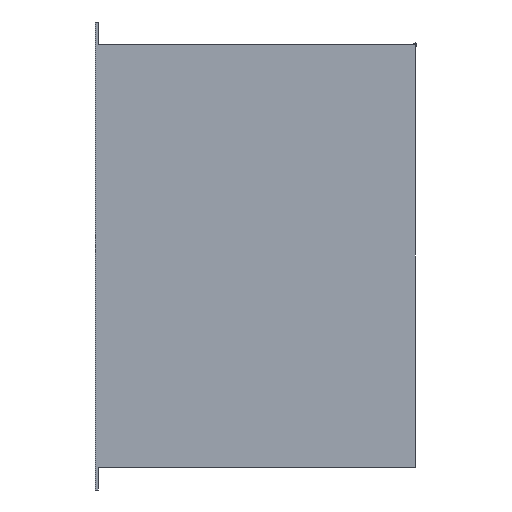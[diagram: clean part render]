
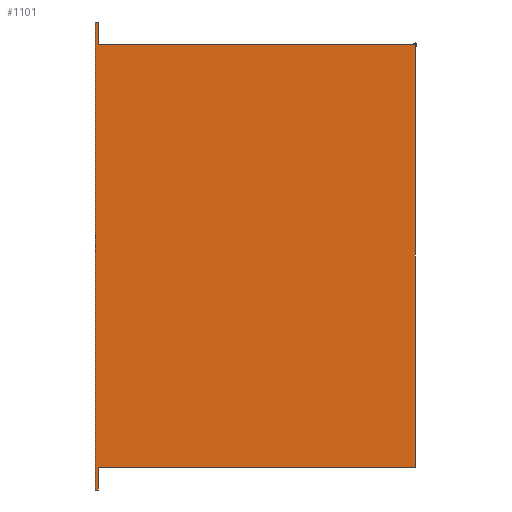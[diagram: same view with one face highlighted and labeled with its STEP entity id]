
A CAD part, front view. The second image highlights one B-rep face of the part: STEP entity #1101.
In plain terms, the highlighted free-form (B-spline) face has degree [1, 1] with [2, 2] control points.
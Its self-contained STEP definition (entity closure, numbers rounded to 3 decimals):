
#256 = VERTEX_POINT('',#257);
#257 = CARTESIAN_POINT('',(-145.91,0.,215.308));
#264 = VERTEX_POINT('',#265);
#265 = CARTESIAN_POINT('',(-148.829,0.,215.308));
#270 = EDGE_CURVE('',#256,#264,#271,.T.);
#271 = B_SPLINE_CURVE_WITH_KNOTS('',1,(#272,#273),.UNSPECIFIED.,.F.,.F.,
  (2,2),(0.,3.),.PIECEWISE_BEZIER_KNOTS.);
#272 = CARTESIAN_POINT('',(-145.91,0.,215.308));
#273 = CARTESIAN_POINT('',(-148.829,0.,215.308));
#284 = VERTEX_POINT('',#285);
#285 = CARTESIAN_POINT('',(-145.91,0.,-215.308));
#290 = EDGE_CURVE('',#284,#291,#293,.T.);
#291 = VERTEX_POINT('',#292);
#292 = CARTESIAN_POINT('',(-148.829,0.,-215.308));
#293 = B_SPLINE_CURVE_WITH_KNOTS('',1,(#294,#295),.UNSPECIFIED.,.F.,.F.,
  (2,2),(0.,3.),.PIECEWISE_BEZIER_KNOTS.);
#294 = CARTESIAN_POINT('',(-145.91,0.,-215.308));
#295 = CARTESIAN_POINT('',(-148.829,0.,-215.308));
#312 = VERTEX_POINT('',#313);
#313 = CARTESIAN_POINT('',(-145.91,0.,-194.547));
#320 = EDGE_CURVE('',#312,#284,#321,.T.);
#321 = B_SPLINE_CURVE_WITH_KNOTS('',1,(#322,#323),.UNSPECIFIED.,.F.,.F.,
  (2,2),(421.343,442.685),.PIECEWISE_BEZIER_KNOTS.);
#322 = CARTESIAN_POINT('',(-145.91,0.,-194.547));
#323 = CARTESIAN_POINT('',(-145.91,0.,-215.308));
#330 = EDGE_CURVE('',#256,#331,#333,.T.);
#331 = VERTEX_POINT('',#332);
#332 = CARTESIAN_POINT('',(-145.91,0.,194.547));
#333 = B_SPLINE_CURVE_WITH_KNOTS('',1,(#334,#335),.UNSPECIFIED.,.F.,.F.,
  (2,2),(0.,21.343),.PIECEWISE_BEZIER_KNOTS.);
#334 = CARTESIAN_POINT('',(-145.91,0.,215.308));
#335 = CARTESIAN_POINT('',(-145.91,0.,194.547));
#439 = EDGE_CURVE('',#291,#264,#440,.T.);
#440 = B_SPLINE_CURVE_WITH_KNOTS('',1,(#441,#442),.UNSPECIFIED.,.F.,.F.,
  (2,2),(-442.685,0.),.PIECEWISE_BEZIER_KNOTS.);
#441 = CARTESIAN_POINT('',(-148.829,0.,-215.308));
#442 = CARTESIAN_POINT('',(-148.829,0.,215.308));
#1036 = EDGE_CURVE('',#331,#1037,#1039,.T.);
#1037 = VERTEX_POINT('',#1038);
#1038 = CARTESIAN_POINT('',(145.91,0.,194.547));
#1039 = B_SPLINE_CURVE_WITH_KNOTS('',1,(#1040,#1041),.UNSPECIFIED.,.F.,
  .F.,(2,2),(0.,300.),.PIECEWISE_BEZIER_KNOTS.);
#1040 = CARTESIAN_POINT('',(-145.91,0.,194.547));
#1041 = CARTESIAN_POINT('',(145.91,0.,194.547));
#1058 = EDGE_CURVE('',#1059,#312,#1061,.T.);
#1059 = VERTEX_POINT('',#1060);
#1060 = CARTESIAN_POINT('',(145.91,0.,-194.547));
#1061 = B_SPLINE_CURVE_WITH_KNOTS('',1,(#1062,#1063),.UNSPECIFIED.,.F.,
  .F.,(2,2),(0.,300.),.PIECEWISE_BEZIER_KNOTS.);
#1062 = CARTESIAN_POINT('',(145.91,0.,-194.547));
#1063 = CARTESIAN_POINT('',(-145.91,0.,-194.547));
#1080 = EDGE_CURVE('',#1037,#1059,#1081,.T.);
#1081 = B_SPLINE_CURVE_WITH_KNOTS('',1,(#1082,#1083),.UNSPECIFIED.,.F.,
  .F.,(2,2),(0.,400.),.PIECEWISE_BEZIER_KNOTS.);
#1082 = CARTESIAN_POINT('',(145.91,0.,194.547));
#1083 = CARTESIAN_POINT('',(145.91,0.,-194.547));
#1101 = ADVANCED_FACE('',(#1102),#1112,.F.);
#1102 = FACE_BOUND('',#1103,.T.);
#1103 = EDGE_LOOP('',(#1104,#1105,#1106,#1107,#1108,#1109,#1110,#1111));
#1104 = ORIENTED_EDGE('',*,*,#1080,.F.);
#1105 = ORIENTED_EDGE('',*,*,#1036,.F.);
#1106 = ORIENTED_EDGE('',*,*,#330,.F.);
#1107 = ORIENTED_EDGE('',*,*,#270,.T.);
#1108 = ORIENTED_EDGE('',*,*,#439,.F.);
#1109 = ORIENTED_EDGE('',*,*,#290,.F.);
#1110 = ORIENTED_EDGE('',*,*,#320,.F.);
#1111 = ORIENTED_EDGE('',*,*,#1058,.F.);
#1112 = B_SPLINE_SURFACE_WITH_KNOTS('',1,1,(
    (#1113,#1114)
    ,(#1115,#1116
    )),.UNSPECIFIED.,.F.,.F.,.F.,(2,2),(2,2),(-221.343,
    221.343),(-153.,150.),.PIECEWISE_BEZIER_KNOTS.);
#1113 = CARTESIAN_POINT('',(-148.829,0.,-215.308));
#1114 = CARTESIAN_POINT('',(145.91,0.,-215.308));
#1115 = CARTESIAN_POINT('',(-148.829,0.,215.308));
#1116 = CARTESIAN_POINT('',(145.91,0.,215.308));
